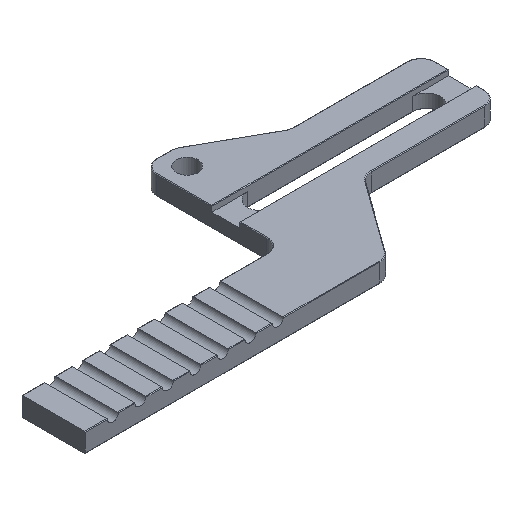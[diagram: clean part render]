
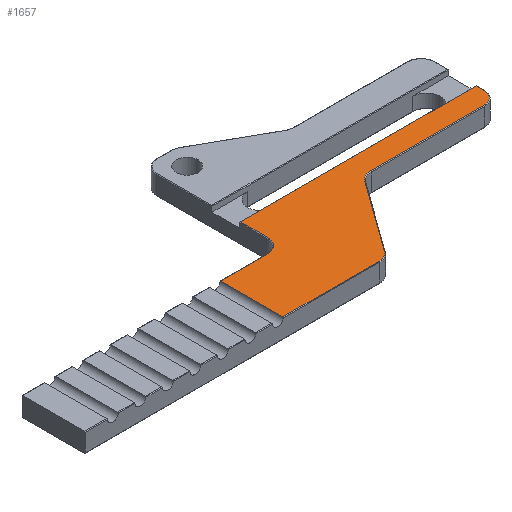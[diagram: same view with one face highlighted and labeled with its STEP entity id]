
A CAD part, isometric view. The second image highlights one B-rep face of the part: STEP entity #1657.
In plain terms, the highlighted planar face has unit normal (0, 0, 1).
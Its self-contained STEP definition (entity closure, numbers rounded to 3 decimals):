
#44=PLANE('',#1811);
#113=FACE_OUTER_BOUND('',#211,.T.);
#211=EDGE_LOOP('',(#1224,#1225,#1226,#1227,#1228,#1229,#1230,#1231,#1232,
#1233,#1234,#1235));
#311=CIRCLE('',#1812,4.8);
#312=CIRCLE('',#1813,5.2);
#313=CIRCLE('',#1814,4.8);
#314=CIRCLE('',#1815,5.2);
#364=LINE('',#2581,#533);
#376=LINE('',#2603,#545);
#385=LINE('',#2621,#554);
#386=LINE('',#2625,#555);
#387=LINE('',#2629,#556);
#388=LINE('',#2633,#557);
#389=LINE('',#2635,#558);
#390=LINE('',#2637,#559);
#533=VECTOR('',#2043,10.);
#545=VECTOR('',#2063,10.);
#554=VECTOR('',#2086,10.);
#555=VECTOR('',#2089,10.);
#556=VECTOR('',#2092,10.);
#557=VECTOR('',#2095,10.);
#558=VECTOR('',#2096,10.);
#559=VECTOR('',#2097,10.);
#770=VERTEX_POINT('',#2578);
#771=VERTEX_POINT('',#2580);
#777=VERTEX_POINT('',#2602);
#779=VERTEX_POINT('',#2620);
#780=VERTEX_POINT('',#2622);
#781=VERTEX_POINT('',#2624);
#782=VERTEX_POINT('',#2626);
#783=VERTEX_POINT('',#2628);
#784=VERTEX_POINT('',#2630);
#785=VERTEX_POINT('',#2632);
#786=VERTEX_POINT('',#2634);
#787=VERTEX_POINT('',#2636);
#924=EDGE_CURVE('',#771,#770,#364,.T.);
#938=EDGE_CURVE('',#771,#777,#376,.T.);
#947=EDGE_CURVE('',#779,#770,#385,.T.);
#948=EDGE_CURVE('',#780,#779,#311,.T.);
#949=EDGE_CURVE('',#781,#780,#386,.T.);
#950=EDGE_CURVE('',#782,#781,#312,.T.);
#951=EDGE_CURVE('',#783,#782,#387,.T.);
#952=EDGE_CURVE('',#784,#783,#313,.T.);
#953=EDGE_CURVE('',#785,#784,#388,.T.);
#954=EDGE_CURVE('',#786,#785,#389,.T.);
#955=EDGE_CURVE('',#787,#786,#390,.T.);
#956=EDGE_CURVE('',#777,#787,#314,.T.);
#1224=ORIENTED_EDGE('',*,*,#924,.T.);
#1225=ORIENTED_EDGE('',*,*,#947,.F.);
#1226=ORIENTED_EDGE('',*,*,#948,.F.);
#1227=ORIENTED_EDGE('',*,*,#949,.F.);
#1228=ORIENTED_EDGE('',*,*,#950,.F.);
#1229=ORIENTED_EDGE('',*,*,#951,.F.);
#1230=ORIENTED_EDGE('',*,*,#952,.F.);
#1231=ORIENTED_EDGE('',*,*,#953,.F.);
#1232=ORIENTED_EDGE('',*,*,#954,.F.);
#1233=ORIENTED_EDGE('',*,*,#955,.F.);
#1234=ORIENTED_EDGE('',*,*,#956,.F.);
#1235=ORIENTED_EDGE('',*,*,#938,.F.);
#1657=ADVANCED_FACE('',(#113),#44,.T.);
#1811=AXIS2_PLACEMENT_3D('',#2619,#2084,#2085);
#1812=AXIS2_PLACEMENT_3D('',#2623,#2087,#2088);
#1813=AXIS2_PLACEMENT_3D('',#2627,#2090,#2091);
#1814=AXIS2_PLACEMENT_3D('',#2631,#2093,#2094);
#1815=AXIS2_PLACEMENT_3D('',#2638,#2098,#2099);
#2043=DIRECTION('',(0.,-1.,0.));
#2063=DIRECTION('',(1.,0.,0.));
#2084=DIRECTION('center_axis',(0.,0.,1.));
#2085=DIRECTION('ref_axis',(1.,0.,0.));
#2086=DIRECTION('',(-1.,0.,0.));
#2087=DIRECTION('center_axis',(0.,0.,-1.));
#2088=DIRECTION('ref_axis',(0.,-1.,0.));
#2089=DIRECTION('',(-0.586,-0.81,0.));
#2090=DIRECTION('center_axis',(0.,0.,1.));
#2091=DIRECTION('ref_axis',(0.,1.,0.));
#2092=DIRECTION('',(-1.,0.,0.));
#2093=DIRECTION('center_axis',(0.,0.,-1.));
#2094=DIRECTION('ref_axis',(0.,-1.,0.));
#2095=DIRECTION('',(0.,-1.,0.));
#2096=DIRECTION('',(1.,0.,0.));
#2097=DIRECTION('',(0.,1.,0.));
#2098=DIRECTION('center_axis',(0.,0.,1.));
#2099=DIRECTION('ref_axis',(0.,-1.,0.));
#2578=CARTESIAN_POINT('',(-39.124,-44.8,7.));
#2580=CARTESIAN_POINT('',(-39.124,-22.2,7.));
#2581=CARTESIAN_POINT('',(-39.124,-34.65,7.));
#2602=CARTESIAN_POINT('',(-22.124,-22.2,7.));
#2603=CARTESIAN_POINT('',(-21.624,-22.2,7.));
#2619=CARTESIAN_POINT('Origin',(-21.124,-8.5,7.));
#2620=CARTESIAN_POINT('',(-4.109,-44.8,7.));
#2621=CARTESIAN_POINT('',(-66.124,-44.8,7.));
#2622=CARTESIAN_POINT('',(-0.219,-42.812,7.));
#2623=CARTESIAN_POINT('Origin',(-4.109,-40.,7.));
#2624=CARTESIAN_POINT('',(18.471,-16.954,7.));
#2625=CARTESIAN_POINT('',(4.339,-36.505,7.));
#2626=CARTESIAN_POINT('',(22.685,-14.8,7.));
#2627=CARTESIAN_POINT('Origin',(22.685,-20.,7.));
#2628=CARTESIAN_POINT('',(63.876,-14.8,7.));
#2629=CARTESIAN_POINT('',(0.781,-14.8,7.));
#2630=CARTESIAN_POINT('',(68.676,-10.,7.));
#2631=CARTESIAN_POINT('Origin',(63.876,-10.,7.));
#2632=CARTESIAN_POINT('',(68.676,-7.2,7.));
#2633=CARTESIAN_POINT('',(68.676,-9.25,7.));
#2634=CARTESIAN_POINT('',(-16.924,-7.2,7.));
#2635=CARTESIAN_POINT('',(19.876,-7.2,7.));
#2636=CARTESIAN_POINT('',(-16.924,-17.,7.));
#2637=CARTESIAN_POINT('',(-16.924,7.25,7.));
#2638=CARTESIAN_POINT('Origin',(-22.124,-17.,7.));
